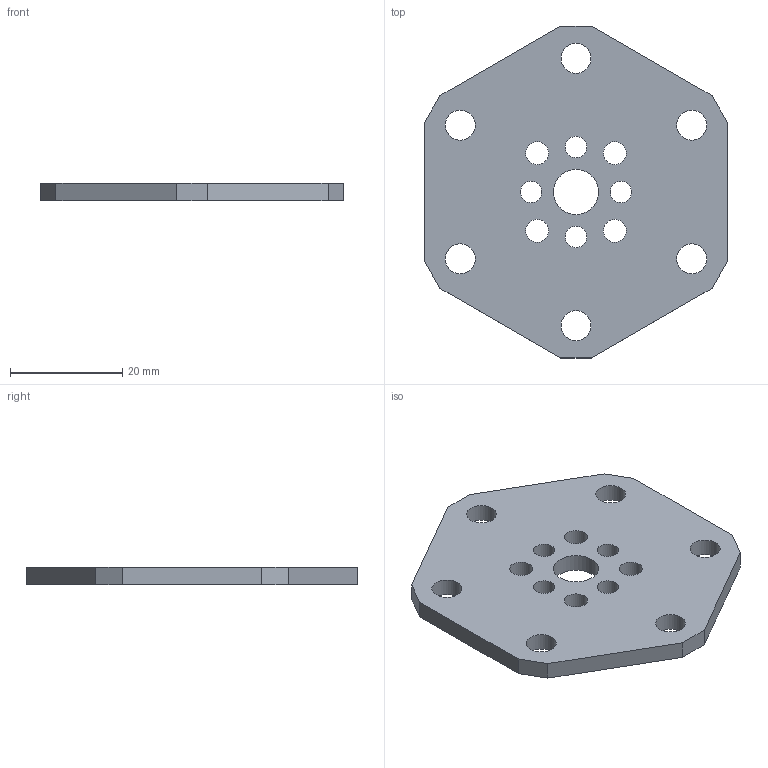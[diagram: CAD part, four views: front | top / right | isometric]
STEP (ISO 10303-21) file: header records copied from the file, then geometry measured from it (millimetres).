
FILE_DESCRIPTION (( 'STEP AP214' ), '1' );
FILE_NAME ('am-2609a FTC Conversion Plate REV 3.STEP', '2020-09-18T12:58:22', ( '' ), ( '' ), 'SwSTEP 2.0', 'SolidWorks 2019', '' );
FILE_SCHEMA (( 'AUTOMOTIVE_DESIGN' ));
Length unit declared in the file: inch
Products named in the file (1): am-2609a FTC Conversion Plate REV 3
Bounding box: 53.98 x 59.15 x 3.17 mm (x, y, z)
Volume: 7030.5 mm3; surface area: 5719.8 mm2
Topology: 1 solids, 1 shells, 29 faces, 81 edges, 54 vertices
Faces by surface type: cylinder 15, plane 14
Full cylindrical faces by diameter (mm): 3.81 x4, 4.064 x4, 5.334 x6, 8.05 x1
Entity records: 970 total; most frequent: DIRECTION 156, CARTESIAN_POINT 150, ORIENTED_EDGE 132, EDGE_LOOP 74, EDGE_CURVE 66, AXIS2_PLACEMENT_3D 60, VERTEX_POINT 54, FACE_OUTER_BOUND 44
